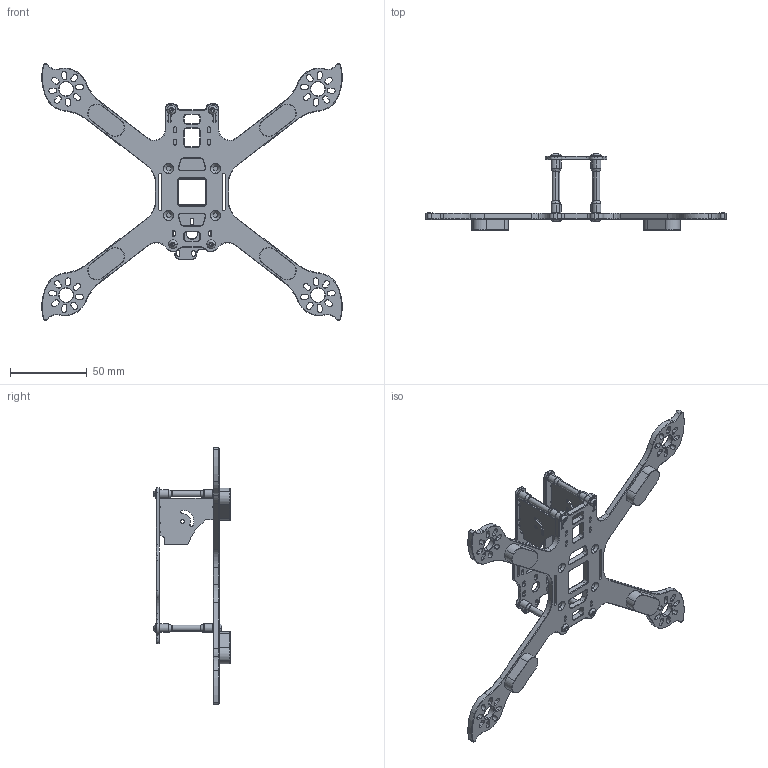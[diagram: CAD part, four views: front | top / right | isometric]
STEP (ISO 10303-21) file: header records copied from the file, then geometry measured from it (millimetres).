
FILE_DESCRIPTION (( 'STEP AP214' ), '1' );
FILE_NAME ('FRAME EX5.STEP', '2018-01-10T08:08:37', ( 'Miguel' ), ( 'Hewlett-Packard Company' ), 'SwSTEP 2.0', 'SolidWorks 2016', '' );
FILE_SCHEMA (( 'AUTOMOTIVE_DESIGN' ));
Length unit declared in the file: millimetre
Products named in the file (8): MAIN PLATE; FRAME EX5; LANDING PAD; socket button head screw_iso_ISO 7380 - M3 x 10 - 10N; socket button head screw_iso_ISO 7380 - M3 x 8 - 8N; SPACER; SIDE PLATE_PREDETERMINADO; TOP PLATE
Assembly tree (20 placements, depth 2):
  FRAME EX5
    MAIN PLATE
    TOP PLATE
    SIDE PLATE_PREDETERMINADO  x2
    SPACER  x4
    socket button head screw_iso_ISO 7380 - M3 x 8 - 8N  x4
    socket button head screw_iso_ISO 7380 - M3 x 10 - 10N  x4
    LANDING PAD  x4
Bounding box: 195.65 x 49.65 x 167.34 mm (x, y, z)
Volume: 51830.9 mm3; surface area: 43282 mm2
Topology: 20 solids, 20 shells, 1384 faces, 3416 edges, 2064 vertices
Faces by surface type: plane 497, cylinder 460, cone 323, torus 88, sphere 16
Entity records: 31900 total; most frequent: DIRECTION 5820, CARTESIAN_POINT 5311, ORIENTED_EDGE 5268, EDGE_CURVE 2634, AXIS2_PLACEMENT_3D 2129, VERTEX_POINT 1620, VECTOR 1562, LINE 1562
